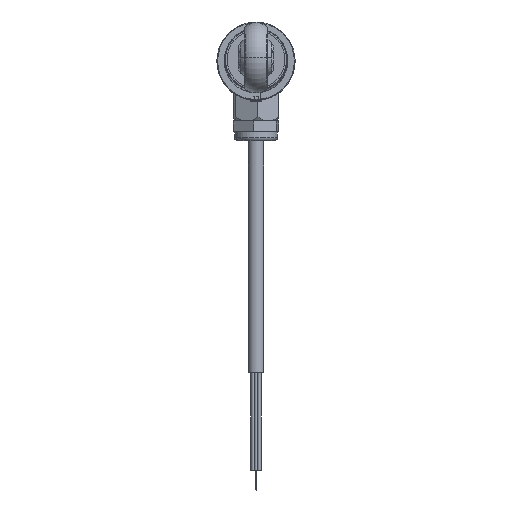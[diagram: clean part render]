
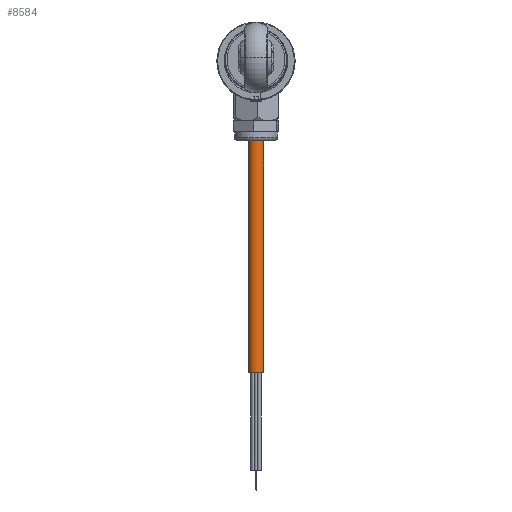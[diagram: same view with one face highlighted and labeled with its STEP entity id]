
A CAD part, top view. The second image highlights one B-rep face of the part: STEP entity #8584.
In plain terms, the highlighted cylindrical face has radius 1.95 mm (diameter 3.9 mm), a partial arc.
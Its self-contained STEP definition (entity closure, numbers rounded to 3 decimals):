
#3294 = VERTEX_POINT ( 'NONE', #5142 ) ;
#5142 = CARTESIAN_POINT ( 'NONE',  ( 1.95, 0.4, -259.2 ) ) ;
#5196 = CARTESIAN_POINT ( 'NONE',  ( -1.95, 0.4, -259.2 ) ) ;
#5197 = LINE ( 'NONE', #5196, #5249 ) ;
#5210 = AXIS2_PLACEMENT_3D ( 'NONE', #5255, #5254, #5253 ) ;
#5244 = CARTESIAN_POINT ( 'NONE',  ( -1.95, -79.6, -259.2 ) ) ;
#5248 = DIRECTION ( 'NONE',  ( 0., -1., 0. ) ) ;
#5249 = VECTOR ( 'NONE', #5248, 1000. ) ;
#5251 = CARTESIAN_POINT ( 'NONE',  ( 1.95, -79.6, -259.2 ) ) ;
#5253 = DIRECTION ( 'NONE',  ( -1., 0., 0. ) ) ;
#5254 = DIRECTION ( 'NONE',  ( 0., 1., 0. ) ) ;
#5255 = CARTESIAN_POINT ( 'NONE',  ( 0., 0.4, -259.2 ) ) ;
#5258 = CIRCLE ( 'NONE', #5210, 1.95 ) ;
#5262 = DIRECTION ( 'NONE',  ( -1., 0., 0. ) ) ;
#5263 = DIRECTION ( 'NONE',  ( 0., 1., 0. ) ) ;
#5264 = CARTESIAN_POINT ( 'NONE',  ( 0., -79.6, -259.2 ) ) ;
#5270 = AXIS2_PLACEMENT_3D ( 'NONE', #5264, #5263, #5262 ) ;
#5273 = CIRCLE ( 'NONE', #5270, 1.95 ) ;
#5274 = CARTESIAN_POINT ( 'NONE',  ( -1.95, 0.4, -259.2 ) ) ;
#5550 = ORIENTED_EDGE ( 'NONE', *, *, #6426, .T. ) ;
#5617 = FACE_OUTER_BOUND ( 'NONE', #8721, .T. ) ;
#5647 = CARTESIAN_POINT ( 'NONE',  ( 0., 0.4, -259.2 ) ) ;
#5660 = AXIS2_PLACEMENT_3D ( 'NONE', #5647, #5684, #5683 ) ;
#5667 = CYLINDRICAL_SURFACE ( 'NONE', #5660, 1.95 ) ;
#5683 = DIRECTION ( 'NONE',  ( 1., 0., 0. ) ) ;
#5684 = DIRECTION ( 'NONE',  ( 0., -1., 0. ) ) ;
#5716 = DIRECTION ( 'NONE',  ( 0., -1., 0. ) ) ;
#5717 = VECTOR ( 'NONE', #5716, 1000. ) ;
#5718 = CARTESIAN_POINT ( 'NONE',  ( 1.95, 0.4, -259.2 ) ) ;
#5719 = LINE ( 'NONE', #5718, #5717 ) ;
#5971 = EDGE_CURVE ( 'NONE', #7551, #3294, #5258, .T. ) ;
#6426 = EDGE_CURVE ( 'NONE', #7551, #7374, #5197, .T. ) ;
#7013 = VERTEX_POINT ( 'NONE', #5251 ) ;
#7374 = VERTEX_POINT ( 'NONE', #5244 ) ;
#7494 = ORIENTED_EDGE ( 'NONE', *, *, #8387, .T. ) ;
#7551 = VERTEX_POINT ( 'NONE', #5274 ) ;
#8387 = EDGE_CURVE ( 'NONE', #7374, #7013, #5273, .T. ) ;
#8584 = ADVANCED_FACE ( 'NONE', ( #5617 ), #5667, .T. ) ;
#8598 = ORIENTED_EDGE ( 'NONE', *, *, #5971, .F. ) ;
#8609 = ORIENTED_EDGE ( 'NONE', *, *, #8617, .F. ) ;
#8617 = EDGE_CURVE ( 'NONE', #3294, #7013, #5719, .T. ) ;
#8721 = EDGE_LOOP ( 'NONE', ( #8598, #5550, #7494, #8609 ) ) ;
